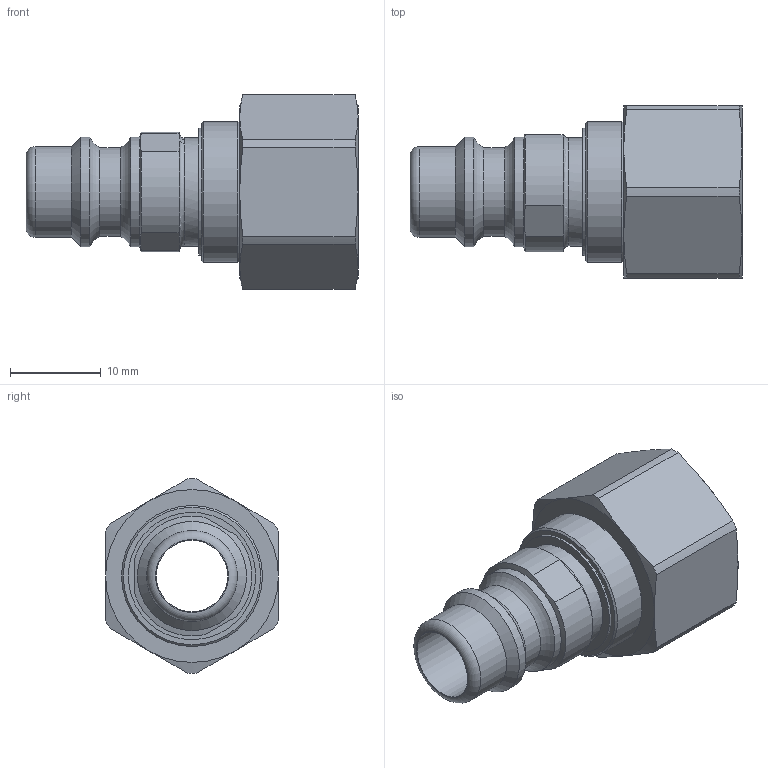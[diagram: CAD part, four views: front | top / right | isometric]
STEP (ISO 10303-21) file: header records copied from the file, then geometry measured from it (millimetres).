
FILE_DESCRIPTION(/* description */ (''),/* implementation_level */ '2;1');
FILE_NAME(/* name */ '26sfiw17mxn3.stp',/* time_stamp */ '2019-08-08T08:47:05+02:00',/* author */ ('IA176480'),/* organization */ (''),/* preprocessor_version */ 'ST-DEVELOPER v16.5',/* originating_system */ 'Autodesk Inventor 2017',/* authorisation */ '');
FILE_SCHEMA (('AUTOMOTIVE_DESIGN { 1 0 10303 214 3 1 1 }'));
Length unit declared in the file: millimetre
Products named in the file (3): 26SFIW17MXN3; 26SFIW17MXX3S; D103012
Assembly tree (2 placements, depth 2):
  26SFIW17MXN3
    26SFIW17MXX3S
    D103012
Bounding box: 36.5 x 19 x 21.4 mm (x, y, z)
Volume: 3739.1 mm3; surface area: 3809.5 mm2
Topology: 2 solids, 2 shells, 61 faces, 137 edges, 83 vertices
Faces by surface type: cone 21, cylinder 20, plane 16, torus 4
Full cylindrical faces by diameter (mm): 7.85 x1, 9.75 x1, 10 x1, 11.9 x1, 12 x2, 13.85 x1, 14 x1, 14.05 x1, 14.95 x1, 15.5 x1
Entity records: 1635 total; most frequent: CARTESIAN_POINT 343, DIRECTION 268, ORIENTED_EDGE 226, AXIS2_PLACEMENT_3D 125, EDGE_CURVE 113, EDGE_LOOP 89, VERTEX_POINT 80, FACE_OUTER_BOUND 61
